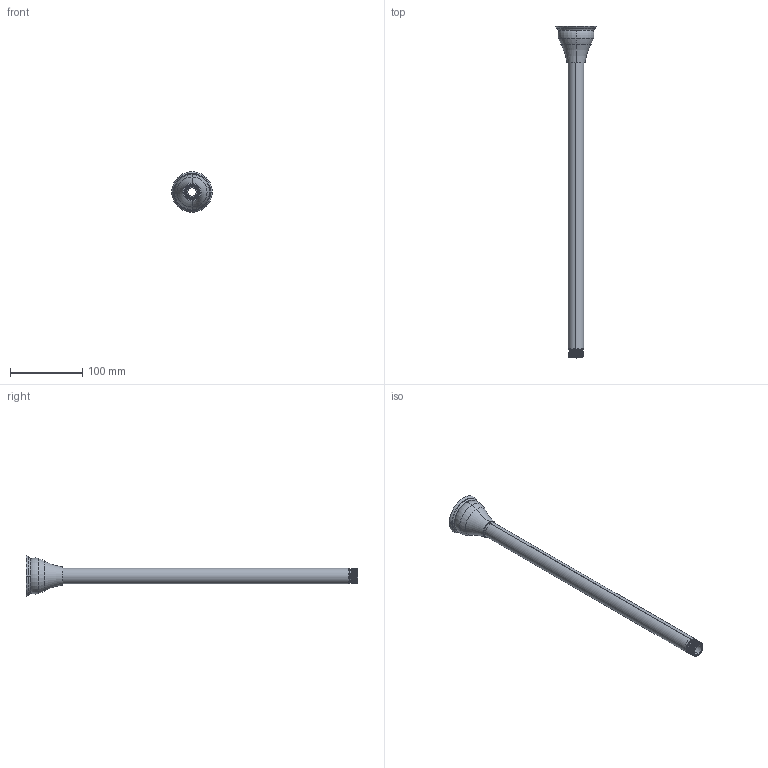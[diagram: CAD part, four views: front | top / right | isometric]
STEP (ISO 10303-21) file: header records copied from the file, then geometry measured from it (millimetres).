
FILE_DESCRIPTION (( 'STEP AP203' ), '1' );
FILE_NAME ('MV1094CH.STEP', '2020-02-27T02:30:53', ( 'Windows 蚚誧' ), ( '' ), 'SwSTEP 2.0', 'SolidWorks 2019', '' );
FILE_SCHEMA (( 'CONFIG_CONTROL_DESIGN' ));
Length unit declared in the file: millimetre
Products named in the file (8): 2208450毞豪啣爾諉眻奪; MV邧參醱髓笘欶釱; MV1094CH; 22450毞豪啣邀唌旋; M16x1 22奪爾諉芛; 入墙浴缸管座组; MVХ宒唌詰奪釱; G12 22奪爾諉簽
Assembly tree (7 placements, depth 3):
  MV1094CH
    入墙浴缸管座组
      MVХ宒唌詰奪釱
      MV邧參醱髓笘欶釱
    22450毞豪啣邀唌旋
      2208450毞豪啣爾諉眻奪
      G12 22奪爾諉簽
      M16x1 22奪爾諉芛
Bounding box: 55.98 x 459.6 x 55.98 mm (x, y, z)
Volume: 55624.6 mm3; surface area: 78525.7 mm2
Topology: 5 solids, 5 shells, 209 faces, 523 edges, 339 vertices
Faces by surface type: cylinder 118, cone 27, plane 26, torus 20, bspline 18
Entity records: 17532 total; most frequent: CARTESIAN_POINT 12208, ORIENTED_EDGE 1046, DIRECTION 855, EDGE_CURVE 523, AXIS2_PLACEMENT_3D 358, VERTEX_POINT 339, EDGE_LOOP 234, ADVANCED_FACE 209
